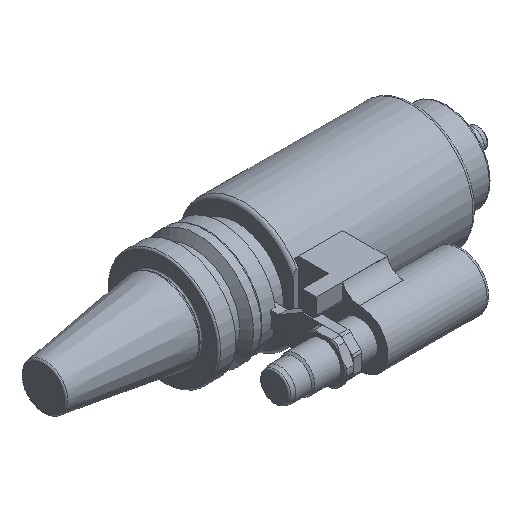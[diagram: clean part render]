
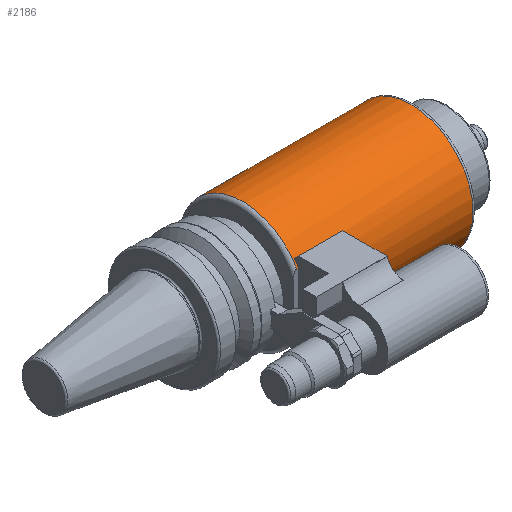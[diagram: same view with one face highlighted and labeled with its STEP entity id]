
A CAD part, isometric view. The second image highlights one B-rep face of the part: STEP entity #2186.
In plain terms, the highlighted cylindrical face has radius 35 mm (diameter 70 mm), a full revolution.
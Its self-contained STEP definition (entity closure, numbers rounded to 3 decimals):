
#60=CYLINDRICAL_SURFACE('',#2408,35.);
#146=CIRCLE('',#2352,35.);
#147=CIRCLE('',#2353,35.);
#153=CIRCLE('',#2362,35.);
#157=CIRCLE('',#2366,35.);
#178=CIRCLE('',#2409,35.);
#179=CIRCLE('',#2410,35.);
#180=CIRCLE('',#2411,35.);
#181=CIRCLE('',#2412,35.);
#340=FACE_OUTER_BOUND('',#460,.T.);
#460=EDGE_LOOP('',(#1837,#1838,#1839,#1840,#1841,#1842,#1843,#1844,#1845,
#1846,#1847,#1848,#1849,#1850));
#600=LINE('',#3646,#745);
#603=LINE('',#3652,#748);
#626=LINE('',#3751,#771);
#628=LINE('',#3780,#773);
#629=LINE('',#3787,#774);
#745=VECTOR('',#2860,10.);
#748=VECTOR('',#2865,10.);
#771=VECTOR('',#2982,10.);
#773=VECTOR('',#2984,10.);
#774=VECTOR('',#2991,35.);
#925=VERTEX_POINT('',#3620);
#926=VERTEX_POINT('',#3622);
#927=VERTEX_POINT('',#3624);
#928=VERTEX_POINT('',#3626);
#936=VERTEX_POINT('',#3645);
#938=VERTEX_POINT('',#3651);
#940=VERTEX_POINT('',#3657);
#967=VERTEX_POINT('',#3750);
#970=VERTEX_POINT('',#3767);
#971=VERTEX_POINT('',#3782);
#972=VERTEX_POINT('',#3783);
#973=VERTEX_POINT('',#3785);
#1212=EDGE_CURVE('',#926,#925,#146,.T.);
#1214=EDGE_CURVE('',#928,#927,#147,.T.);
#1224=EDGE_CURVE('',#936,#928,#600,.T.);
#1227=EDGE_CURVE('',#925,#938,#603,.T.);
#1230=EDGE_CURVE('',#938,#940,#153,.T.);
#1240=EDGE_CURVE('',#940,#936,#157,.T.);
#1275=EDGE_CURVE('',#967,#926,#626,.T.);
#1279=EDGE_CURVE('',#927,#970,#628,.T.);
#1280=EDGE_CURVE('',#971,#972,#178,.T.);
#1281=EDGE_CURVE('',#973,#971,#179,.T.);
#1282=EDGE_CURVE('',#973,#940,#629,.T.);
#1283=EDGE_CURVE('',#970,#967,#180,.T.);
#1284=EDGE_CURVE('',#972,#973,#181,.T.);
#1837=ORIENTED_EDGE('',*,*,#1280,.F.);
#1838=ORIENTED_EDGE('',*,*,#1281,.F.);
#1839=ORIENTED_EDGE('',*,*,#1282,.T.);
#1840=ORIENTED_EDGE('',*,*,#1240,.T.);
#1841=ORIENTED_EDGE('',*,*,#1224,.T.);
#1842=ORIENTED_EDGE('',*,*,#1214,.T.);
#1843=ORIENTED_EDGE('',*,*,#1279,.T.);
#1844=ORIENTED_EDGE('',*,*,#1283,.T.);
#1845=ORIENTED_EDGE('',*,*,#1275,.T.);
#1846=ORIENTED_EDGE('',*,*,#1212,.T.);
#1847=ORIENTED_EDGE('',*,*,#1227,.T.);
#1848=ORIENTED_EDGE('',*,*,#1230,.T.);
#1849=ORIENTED_EDGE('',*,*,#1282,.F.);
#1850=ORIENTED_EDGE('',*,*,#1284,.F.);
#2186=ADVANCED_FACE('',(#340),#60,.T.);
#2352=AXIS2_PLACEMENT_3D('',#3623,#2839,#2840);
#2353=AXIS2_PLACEMENT_3D('',#3627,#2842,#2843);
#2362=AXIS2_PLACEMENT_3D('',#3658,#2870,#2871);
#2366=AXIS2_PLACEMENT_3D('',#3676,#2884,#2885);
#2408=AXIS2_PLACEMENT_3D('',#3781,#2985,#2986);
#2409=AXIS2_PLACEMENT_3D('',#3784,#2987,#2988);
#2410=AXIS2_PLACEMENT_3D('',#3786,#2989,#2990);
#2411=AXIS2_PLACEMENT_3D('',#3788,#2992,#2993);
#2412=AXIS2_PLACEMENT_3D('',#3789,#2994,#2995);
#2839=DIRECTION('center_axis',(-1.,0.,0.));
#2840=DIRECTION('ref_axis',(0.,1.,0.));
#2842=DIRECTION('center_axis',(-1.,0.,0.));
#2843=DIRECTION('ref_axis',(0.,1.,0.));
#2860=DIRECTION('',(-1.,0.,0.));
#2865=DIRECTION('',(1.,0.,0.));
#2870=DIRECTION('center_axis',(1.,0.,0.));
#2871=DIRECTION('ref_axis',(0.,1.,0.));
#2884=DIRECTION('center_axis',(1.,0.,0.));
#2885=DIRECTION('ref_axis',(0.,1.,0.));
#2982=DIRECTION('',(1.,0.,0.));
#2984=DIRECTION('',(-1.,0.,0.));
#2985=DIRECTION('center_axis',(1.,0.,0.));
#2986=DIRECTION('ref_axis',(0.,1.,0.));
#2987=DIRECTION('center_axis',(1.,0.,0.));
#2988=DIRECTION('ref_axis',(0.,0.,-1.));
#2989=DIRECTION('center_axis',(1.,0.,0.));
#2990=DIRECTION('ref_axis',(0.,0.,-1.));
#2991=DIRECTION('',(-1.,0.,0.));
#2992=DIRECTION('center_axis',(1.,0.,0.));
#2993=DIRECTION('ref_axis',(0.,0.,-1.));
#2994=DIRECTION('center_axis',(1.,0.,0.));
#2995=DIRECTION('ref_axis',(0.,0.,-1.));
#3620=CARTESIAN_POINT('',(47.995,-28.5,20.316));
#3622=CARTESIAN_POINT('',(47.995,-30.5,17.168));
#3623=CARTESIAN_POINT('Origin',(47.995,0.,0.));
#3624=CARTESIAN_POINT('',(47.995,-30.5,-17.168));
#3626=CARTESIAN_POINT('',(47.995,-28.5,-20.316));
#3627=CARTESIAN_POINT('Origin',(47.995,0.,0.));
#3645=CARTESIAN_POINT('',(72.995,-28.5,-20.316));
#3646=CARTESIAN_POINT('',(94.493,-28.5,-20.316));
#3651=CARTESIAN_POINT('',(72.995,-28.5,20.316));
#3652=CARTESIAN_POINT('',(94.493,-28.5,20.316));
#3657=CARTESIAN_POINT('',(72.995,-35.,0.));
#3658=CARTESIAN_POINT('Origin',(72.995,0.,0.));
#3676=CARTESIAN_POINT('Origin',(72.995,0.,0.));
#3750=CARTESIAN_POINT('',(47.,-30.5,17.168));
#3751=CARTESIAN_POINT('',(94.493,-30.5,17.168));
#3767=CARTESIAN_POINT('',(47.,-30.5,-17.168));
#3780=CARTESIAN_POINT('',(94.493,-30.5,-17.168));
#3781=CARTESIAN_POINT('Origin',(94.493,0.,0.));
#3782=CARTESIAN_POINT('',(141.986,35.,0.));
#3783=CARTESIAN_POINT('',(141.986,0.,35.));
#3784=CARTESIAN_POINT('Origin',(141.986,0.,0.));
#3785=CARTESIAN_POINT('',(141.986,-35.,0.));
#3786=CARTESIAN_POINT('Origin',(141.986,0.,0.));
#3787=CARTESIAN_POINT('',(94.493,-35.,0.));
#3788=CARTESIAN_POINT('Origin',(47.,0.,0.));
#3789=CARTESIAN_POINT('Origin',(141.986,0.,0.));
